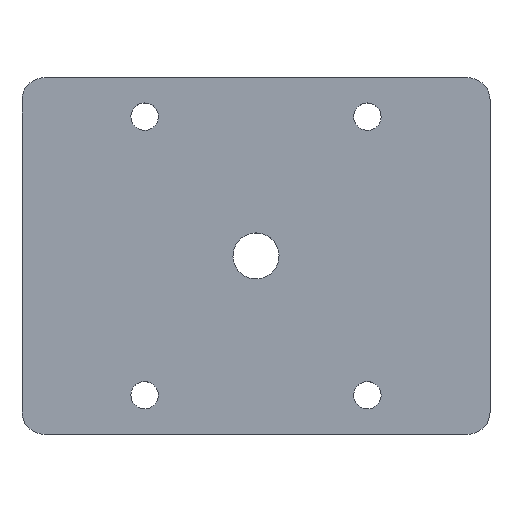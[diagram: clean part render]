
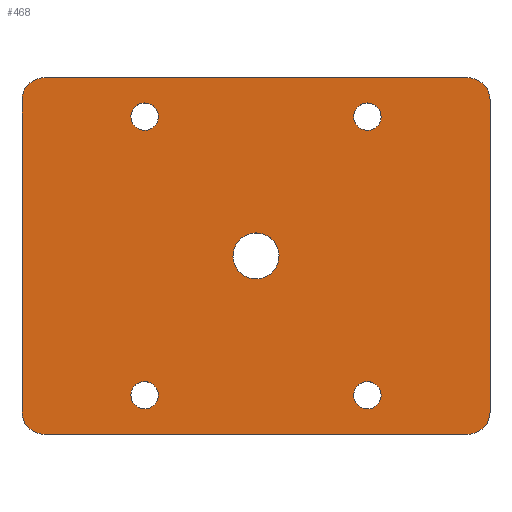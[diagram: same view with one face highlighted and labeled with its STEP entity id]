
A CAD part, top view. The second image highlights one B-rep face of the part: STEP entity #468.
In plain terms, the highlighted planar face has unit normal (0, 0, 1).
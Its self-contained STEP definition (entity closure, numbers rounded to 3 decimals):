
#57=CARTESIAN_POINT('Axis2P3D Location',(-4.,9.,4.)) ;
#61=CARTESIAN_POINT('Vertex',(-2.186,8.009,4.)) ;
#63=CARTESIAN_POINT('Vertex',(-5.814,9.991,4.)) ;
#92=CARTESIAN_POINT('Axis2P3D Location',(-4.,9.,4.)) ;
#289=CARTESIAN_POINT('Axis2P3D Location',(0.,0.,4.)) ;
#294=CARTESIAN_POINT('Line Origine',(-20.75,-7.,4.)) ;
#298=CARTESIAN_POINT('Vertex',(-18.5,-7.,4.)) ;
#300=CARTESIAN_POINT('Vertex',(-23.,-7.,4.)) ;
#303=CARTESIAN_POINT('Line Origine',(-4.,-7.,4.)) ;
#307=CARTESIAN_POINT('Vertex',(10.5,-7.,4.)) ;
#310=CARTESIAN_POINT('Line Origine',(12.75,-7.,4.)) ;
#314=CARTESIAN_POINT('Vertex',(15.,-7.,4.)) ;
#317=CARTESIAN_POINT('Axis2P3D Location',(15.,-5.,4.)) ;
#321=CARTESIAN_POINT('Vertex',(17.,-5.,4.)) ;
#324=CARTESIAN_POINT('Line Origine',(17.,-4.5,4.)) ;
#328=CARTESIAN_POINT('Vertex',(17.,-4.,4.)) ;
#331=CARTESIAN_POINT('Line Origine',(17.,9.,4.)) ;
#335=CARTESIAN_POINT('Vertex',(17.,22.,4.)) ;
#338=CARTESIAN_POINT('Line Origine',(17.,22.5,4.)) ;
#342=CARTESIAN_POINT('Vertex',(17.,23.,4.)) ;
#345=CARTESIAN_POINT('Axis2P3D Location',(15.,23.,4.)) ;
#349=CARTESIAN_POINT('Vertex',(15.,25.,4.)) ;
#352=CARTESIAN_POINT('Line Origine',(-4.,25.,4.)) ;
#356=CARTESIAN_POINT('Vertex',(-23.,25.,4.)) ;
#359=CARTESIAN_POINT('Axis2P3D Location',(-23.,23.,4.)) ;
#363=CARTESIAN_POINT('Vertex',(-25.,23.,4.)) ;
#366=CARTESIAN_POINT('Line Origine',(-25.,9.,4.)) ;
#370=CARTESIAN_POINT('Vertex',(-25.,-5.,4.)) ;
#373=CARTESIAN_POINT('Axis2P3D Location',(-23.,-5.,4.)) ;
#396=CARTESIAN_POINT('Axis2P3D Location',(-14.,-3.5,4.)) ;
#400=CARTESIAN_POINT('Vertex',(-12.921,-4.089,4.)) ;
#402=CARTESIAN_POINT('Vertex',(-15.079,-2.911,4.)) ;
#405=CARTESIAN_POINT('Axis2P3D Location',(-14.,-3.5,4.)) ;
#414=CARTESIAN_POINT('Axis2P3D Location',(-14.,21.5,4.)) ;
#418=CARTESIAN_POINT('Vertex',(-12.921,20.911,4.)) ;
#420=CARTESIAN_POINT('Vertex',(-15.079,22.089,4.)) ;
#423=CARTESIAN_POINT('Axis2P3D Location',(-14.,21.5,4.)) ;
#432=CARTESIAN_POINT('Axis2P3D Location',(6.,-3.5,4.)) ;
#436=CARTESIAN_POINT('Vertex',(4.921,-2.911,4.)) ;
#438=CARTESIAN_POINT('Vertex',(7.079,-4.089,4.)) ;
#441=CARTESIAN_POINT('Axis2P3D Location',(6.,-3.5,4.)) ;
#450=CARTESIAN_POINT('Axis2P3D Location',(6.,21.5,4.)) ;
#454=CARTESIAN_POINT('Vertex',(4.921,22.089,4.)) ;
#456=CARTESIAN_POINT('Vertex',(7.079,20.911,4.)) ;
#459=CARTESIAN_POINT('Axis2P3D Location',(6.,21.5,4.)) ;
#58=DIRECTION('Axis2P3D Direction',(0.,-0.,-1.)) ;
#93=DIRECTION('Axis2P3D Direction',(0.,-0.,-1.)) ;
#290=DIRECTION('Axis2P3D Direction',(0.,0.,1.)) ;
#291=DIRECTION('Axis2P3D XDirection',(1.,0.,0.)) ;
#295=DIRECTION('Vector Direction',(1.,0.,0.)) ;
#304=DIRECTION('Vector Direction',(1.,0.,0.)) ;
#311=DIRECTION('Vector Direction',(-1.,0.,0.)) ;
#318=DIRECTION('Axis2P3D Direction',(0.,0.,1.)) ;
#325=DIRECTION('Vector Direction',(0.,-1.,0.)) ;
#332=DIRECTION('Vector Direction',(0.,1.,0.)) ;
#339=DIRECTION('Vector Direction',(0.,-1.,0.)) ;
#346=DIRECTION('Axis2P3D Direction',(0.,0.,1.)) ;
#353=DIRECTION('Vector Direction',(1.,0.,0.)) ;
#360=DIRECTION('Axis2P3D Direction',(0.,0.,1.)) ;
#367=DIRECTION('Vector Direction',(0.,-1.,0.)) ;
#374=DIRECTION('Axis2P3D Direction',(0.,0.,1.)) ;
#397=DIRECTION('Axis2P3D Direction',(0.,0.,1.)) ;
#406=DIRECTION('Axis2P3D Direction',(0.,0.,1.)) ;
#415=DIRECTION('Axis2P3D Direction',(0.,0.,1.)) ;
#424=DIRECTION('Axis2P3D Direction',(0.,0.,1.)) ;
#433=DIRECTION('Axis2P3D Direction',(0.,0.,1.)) ;
#442=DIRECTION('Axis2P3D Direction',(0.,0.,1.)) ;
#451=DIRECTION('Axis2P3D Direction',(0.,0.,1.)) ;
#460=DIRECTION('Axis2P3D Direction',(0.,0.,1.)) ;
#59=AXIS2_PLACEMENT_3D('Circle Axis2P3D',#57,#58,$) ;
#94=AXIS2_PLACEMENT_3D('Circle Axis2P3D',#92,#93,$) ;
#292=AXIS2_PLACEMENT_3D('Plane Axis2P3D',#289,#290,#291) ;
#319=AXIS2_PLACEMENT_3D('Circle Axis2P3D',#317,#318,$) ;
#347=AXIS2_PLACEMENT_3D('Circle Axis2P3D',#345,#346,$) ;
#361=AXIS2_PLACEMENT_3D('Circle Axis2P3D',#359,#360,$) ;
#375=AXIS2_PLACEMENT_3D('Circle Axis2P3D',#373,#374,$) ;
#398=AXIS2_PLACEMENT_3D('Circle Axis2P3D',#396,#397,$) ;
#407=AXIS2_PLACEMENT_3D('Circle Axis2P3D',#405,#406,$) ;
#416=AXIS2_PLACEMENT_3D('Circle Axis2P3D',#414,#415,$) ;
#425=AXIS2_PLACEMENT_3D('Circle Axis2P3D',#423,#424,$) ;
#434=AXIS2_PLACEMENT_3D('Circle Axis2P3D',#432,#433,$) ;
#443=AXIS2_PLACEMENT_3D('Circle Axis2P3D',#441,#442,$) ;
#452=AXIS2_PLACEMENT_3D('Circle Axis2P3D',#450,#451,$) ;
#461=AXIS2_PLACEMENT_3D('Circle Axis2P3D',#459,#460,$) ;
#379=ORIENTED_EDGE('',*,*,#302,.F.) ;
#380=ORIENTED_EDGE('',*,*,#309,.F.) ;
#381=ORIENTED_EDGE('',*,*,#316,.F.) ;
#382=ORIENTED_EDGE('',*,*,#323,.F.) ;
#383=ORIENTED_EDGE('',*,*,#330,.F.) ;
#384=ORIENTED_EDGE('',*,*,#337,.F.) ;
#385=ORIENTED_EDGE('',*,*,#344,.F.) ;
#386=ORIENTED_EDGE('',*,*,#351,.F.) ;
#387=ORIENTED_EDGE('',*,*,#358,.T.) ;
#388=ORIENTED_EDGE('',*,*,#365,.F.) ;
#389=ORIENTED_EDGE('',*,*,#372,.T.) ;
#390=ORIENTED_EDGE('',*,*,#377,.F.) ;
#393=ORIENTED_EDGE('',*,*,#96,.F.) ;
#394=ORIENTED_EDGE('',*,*,#65,.F.) ;
#411=ORIENTED_EDGE('',*,*,#404,.F.) ;
#412=ORIENTED_EDGE('',*,*,#409,.F.) ;
#429=ORIENTED_EDGE('',*,*,#422,.F.) ;
#430=ORIENTED_EDGE('',*,*,#427,.F.) ;
#447=ORIENTED_EDGE('',*,*,#440,.F.) ;
#448=ORIENTED_EDGE('',*,*,#445,.F.) ;
#465=ORIENTED_EDGE('',*,*,#458,.F.) ;
#466=ORIENTED_EDGE('',*,*,#463,.F.) ;
#395=FACE_BOUND('',#392,.T.) ;
#413=FACE_BOUND('',#410,.T.) ;
#431=FACE_BOUND('',#428,.T.) ;
#449=FACE_BOUND('',#446,.T.) ;
#467=FACE_BOUND('',#464,.T.) ;
#296=VECTOR('Line Direction',#295,1.) ;
#305=VECTOR('Line Direction',#304,1.) ;
#312=VECTOR('Line Direction',#311,1.) ;
#326=VECTOR('Line Direction',#325,1.) ;
#333=VECTOR('Line Direction',#332,1.) ;
#340=VECTOR('Line Direction',#339,1.) ;
#354=VECTOR('Line Direction',#353,1.) ;
#368=VECTOR('Line Direction',#367,1.) ;
#468=ADVANCED_FACE('PartBody',(#391,#395,#413,#431,#449,#467),#293,.T.) ;
#60=CIRCLE('generated circle',#59,2.067) ;
#95=CIRCLE('generated circle',#94,2.067) ;
#320=CIRCLE('generated circle',#319,2.) ;
#348=CIRCLE('generated circle',#347,2.) ;
#362=CIRCLE('generated circle',#361,2.) ;
#376=CIRCLE('generated circle',#375,2.) ;
#399=CIRCLE('generated circle',#398,1.23) ;
#408=CIRCLE('generated circle',#407,1.23) ;
#417=CIRCLE('generated circle',#416,1.23) ;
#426=CIRCLE('generated circle',#425,1.23) ;
#435=CIRCLE('generated circle',#434,1.23) ;
#444=CIRCLE('generated circle',#443,1.23) ;
#453=CIRCLE('generated circle',#452,1.23) ;
#462=CIRCLE('generated circle',#461,1.23) ;
#65=EDGE_CURVE('',#62,#64,#60,.F.) ;
#96=EDGE_CURVE('',#64,#62,#95,.F.) ;
#302=EDGE_CURVE('',#299,#301,#297,.F.) ;
#309=EDGE_CURVE('',#308,#299,#306,.F.) ;
#316=EDGE_CURVE('',#315,#308,#313,.T.) ;
#323=EDGE_CURVE('',#322,#315,#320,.F.) ;
#330=EDGE_CURVE('',#329,#322,#327,.T.) ;
#337=EDGE_CURVE('',#336,#329,#334,.F.) ;
#344=EDGE_CURVE('',#343,#336,#341,.T.) ;
#351=EDGE_CURVE('',#350,#343,#348,.F.) ;
#358=EDGE_CURVE('',#350,#357,#355,.F.) ;
#365=EDGE_CURVE('',#364,#357,#362,.F.) ;
#372=EDGE_CURVE('',#364,#371,#369,.T.) ;
#377=EDGE_CURVE('',#301,#371,#376,.F.) ;
#404=EDGE_CURVE('',#401,#403,#399,.T.) ;
#409=EDGE_CURVE('',#403,#401,#408,.T.) ;
#422=EDGE_CURVE('',#419,#421,#417,.T.) ;
#427=EDGE_CURVE('',#421,#419,#426,.T.) ;
#440=EDGE_CURVE('',#437,#439,#435,.T.) ;
#445=EDGE_CURVE('',#439,#437,#444,.T.) ;
#458=EDGE_CURVE('',#455,#457,#453,.T.) ;
#463=EDGE_CURVE('',#457,#455,#462,.T.) ;
#378=EDGE_LOOP('',(#379,#380,#381,#382,#383,#384,#385,#386,#387,#388,#389,#390)) ;
#392=EDGE_LOOP('',(#393,#394)) ;
#410=EDGE_LOOP('',(#411,#412)) ;
#428=EDGE_LOOP('',(#429,#430)) ;
#446=EDGE_LOOP('',(#447,#448)) ;
#464=EDGE_LOOP('',(#465,#466)) ;
#391=FACE_OUTER_BOUND('',#378,.T.) ;
#297=LINE('Line',#294,#296) ;
#306=LINE('Line',#303,#305) ;
#313=LINE('Line',#310,#312) ;
#327=LINE('Line',#324,#326) ;
#334=LINE('Line',#331,#333) ;
#341=LINE('Line',#338,#340) ;
#355=LINE('Line',#352,#354) ;
#369=LINE('Line',#366,#368) ;
#293=PLANE('Plane',#292) ;
#62=VERTEX_POINT('',#61) ;
#64=VERTEX_POINT('',#63) ;
#299=VERTEX_POINT('',#298) ;
#301=VERTEX_POINT('',#300) ;
#308=VERTEX_POINT('',#307) ;
#315=VERTEX_POINT('',#314) ;
#322=VERTEX_POINT('',#321) ;
#329=VERTEX_POINT('',#328) ;
#336=VERTEX_POINT('',#335) ;
#343=VERTEX_POINT('',#342) ;
#350=VERTEX_POINT('',#349) ;
#357=VERTEX_POINT('',#356) ;
#364=VERTEX_POINT('',#363) ;
#371=VERTEX_POINT('',#370) ;
#401=VERTEX_POINT('',#400) ;
#403=VERTEX_POINT('',#402) ;
#419=VERTEX_POINT('',#418) ;
#421=VERTEX_POINT('',#420) ;
#437=VERTEX_POINT('',#436) ;
#439=VERTEX_POINT('',#438) ;
#455=VERTEX_POINT('',#454) ;
#457=VERTEX_POINT('',#456) ;
